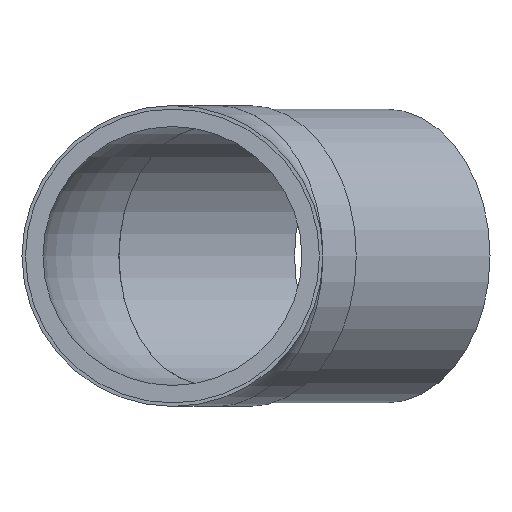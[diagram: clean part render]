
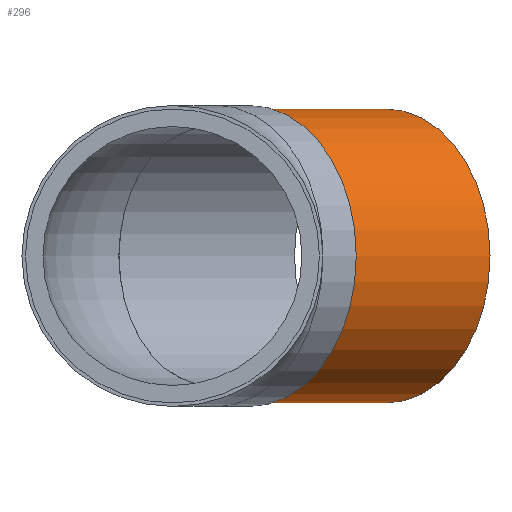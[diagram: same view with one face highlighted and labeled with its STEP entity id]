
A CAD part, front view. The second image highlights one B-rep face of the part: STEP entity #296.
In plain terms, the highlighted cylindrical face has radius 90 mm (diameter 180 mm), a full revolution.
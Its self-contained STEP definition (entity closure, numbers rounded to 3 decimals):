
#255=CARTESIAN_POINT('',(-16.263,111.016,0.));
#256=VERTEX_POINT('',#255);
#257=CARTESIAN_POINT('',(47.376,47.376,0.));
#258=DIRECTION('',(0.707,0.707,0.));
#259=DIRECTION('',(-0.707,0.707,0.));
#260=AXIS2_PLACEMENT_3D('',#257,#258,#259);
#261=CIRCLE('',#260,90.);
#262=EDGE_CURVE('',#256,#256,#261,.T.);
#272=CARTESIAN_POINT('',(67.175,194.454,0.));
#273=VERTEX_POINT('',#272);
#274=CARTESIAN_POINT('',(130.815,130.815,0.));
#275=DIRECTION('',(0.707,0.707,0.));
#276=DIRECTION('',(-0.707,0.707,0.));
#277=AXIS2_PLACEMENT_3D('',#274,#275,#276);
#278=CIRCLE('',#277,90.);
#279=EDGE_CURVE('',#273,#273,#278,.T.);
#280=ORIENTED_EDGE('',*,*,#279,.F.);
#281=CARTESIAN_POINT('',(25.456,152.735,0.));
#282=DIRECTION('',(0.707,0.707,0.));
#283=VECTOR('',#282,90.);
#284=LINE('',#281,#283);
#285=EDGE_CURVE('',#256,#273,#284,.T.);
#286=ORIENTED_EDGE('',*,*,#285,.F.);
#287=ORIENTED_EDGE('',*,*,#262,.T.);
#288=ORIENTED_EDGE('',*,*,#285,.T.);
#289=EDGE_LOOP('',(#280,#286,#287,#288));
#290=FACE_OUTER_BOUND('',#289,.T.);
#291=CARTESIAN_POINT('',(89.095,89.095,0.));
#292=DIRECTION('',(0.707,0.707,0.));
#293=DIRECTION('',(-0.707,0.707,0.));
#294=AXIS2_PLACEMENT_3D('',#291,#292,#293);
#295=CYLINDRICAL_SURFACE('',#294,90.);
#296=ADVANCED_FACE('',(#290),#295,.T.);
